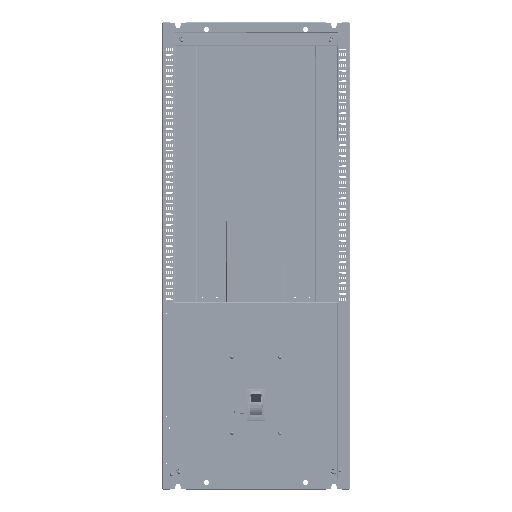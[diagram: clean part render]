
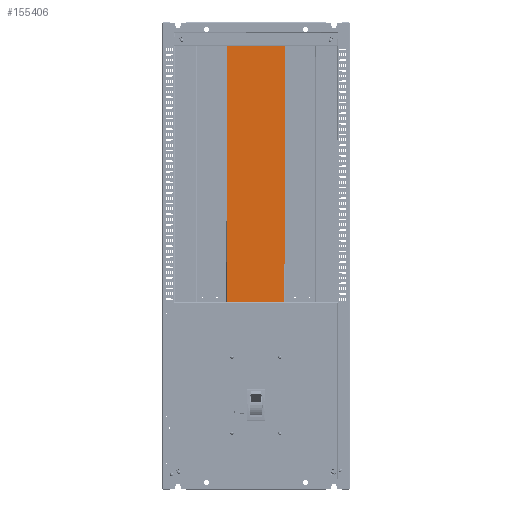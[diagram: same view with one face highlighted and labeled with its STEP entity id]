
A CAD part, top view. The second image highlights one B-rep face of the part: STEP entity #155406.
In plain terms, the highlighted planar face has unit normal (0, 0, 1).
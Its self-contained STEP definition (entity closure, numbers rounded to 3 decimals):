
#155185=DIRECTION('',(0.,1.,0.));
#155186=VECTOR('',#155185,36.1);
#155187=CARTESIAN_POINT('',(9.173,26.507,
-3.056));
#155188=LINE('',#155187,#155186);
#155194=DIRECTION('',(0.,1.,0.));
#155195=VECTOR('',#155194,36.1);
#155196=CARTESIAN_POINT('',(17.247,26.503,
-3.056));
#155197=LINE('',#155196,#155195);
#155255=DIRECTION('',(1.,0.,
0.));
#155256=VECTOR('',#155255,8.074);
#155257=CARTESIAN_POINT('',(9.173,26.507,
-3.056));
#155258=LINE('',#155257,#155256);
#155271=DIRECTION('',(1.,0.,
0.));
#155272=VECTOR('',#155271,8.074);
#155273=CARTESIAN_POINT('',(9.191,62.607,
-3.056));
#155274=LINE('',#155273,#155272);
#155295=CARTESIAN_POINT('',(9.173,26.507,
-3.056));
#155296=VERTEX_POINT('',#155295);
#155297=CARTESIAN_POINT('',(9.191,62.607,
-3.056));
#155298=VERTEX_POINT('',#155297);
#155307=CARTESIAN_POINT('',(17.247,26.503,
-3.056));
#155308=VERTEX_POINT('',#155307);
#155309=CARTESIAN_POINT('',(17.265,62.603,
-3.056));
#155310=VERTEX_POINT('',#155309);
#155392=CARTESIAN_POINT('',(9.173,26.507,
-3.056));
#155393=DIRECTION('',(0.,0.,1.));
#155394=DIRECTION('',(1.,0.,
0.));
#155395=AXIS2_PLACEMENT_3D('',#155392,#155393,#155394);
#155396=PLANE('',#155395);
#155398=ORIENTED_EDGE('',*,*,#155397,.F.);
#155400=ORIENTED_EDGE('',*,*,#155399,.F.);
#155401=ORIENTED_EDGE('',*,*,#155387,.T.);
#155403=ORIENTED_EDGE('',*,*,#155402,.T.);
#155404=EDGE_LOOP('',(#155398,#155400,#155401,#155403));
#155405=FACE_OUTER_BOUND('',#155404,.F.);
#155406=ADVANCED_FACE('',(#155405),#155396,.T.);
#155387=EDGE_CURVE('',#155296,#155298,#155188,.T.);
#155397=EDGE_CURVE('',#155308,#155310,#155197,.T.);
#155399=EDGE_CURVE('',#155296,#155308,#155258,.T.);
#155402=EDGE_CURVE('',#155298,#155310,#155274,.T.);
